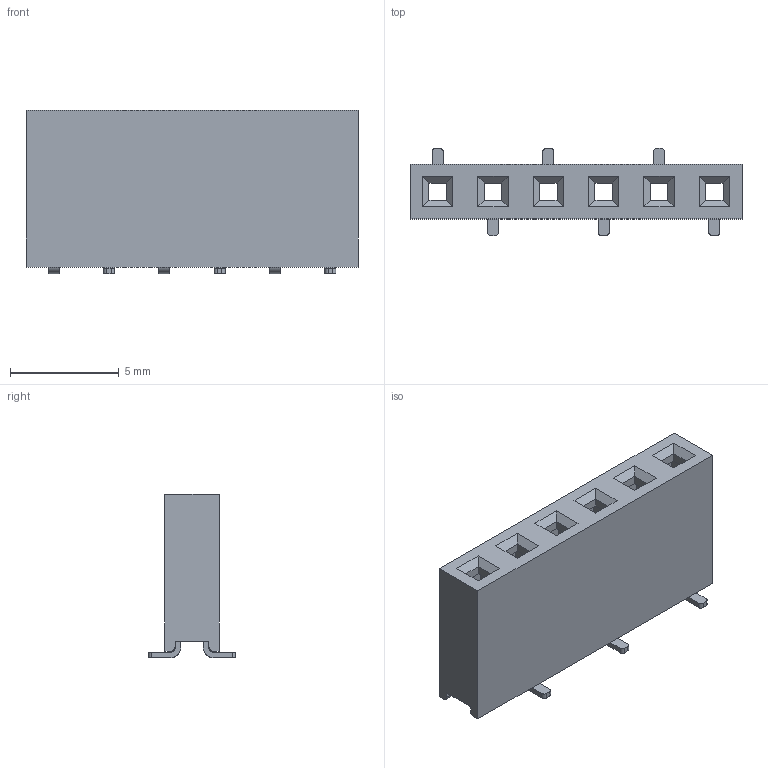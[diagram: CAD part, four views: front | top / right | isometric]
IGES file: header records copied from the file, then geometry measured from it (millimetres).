
Global section: file name: 963106-2000-XX-XX.igs; native system: NX V3.0; preprocessor: UGS NX IGES V3.0; date: 20070615.143651; units: millimetre
Bounding box: 15.24 x 4 x 7.5 mm (x, y, z)
Surface area: 548.1 mm2 (no closed solid volume)
Topology: 0 solids, 0 shells, 156 faces, 996 edges, 996 vertices
Faces by surface type: extrusion 130, revolution 26
